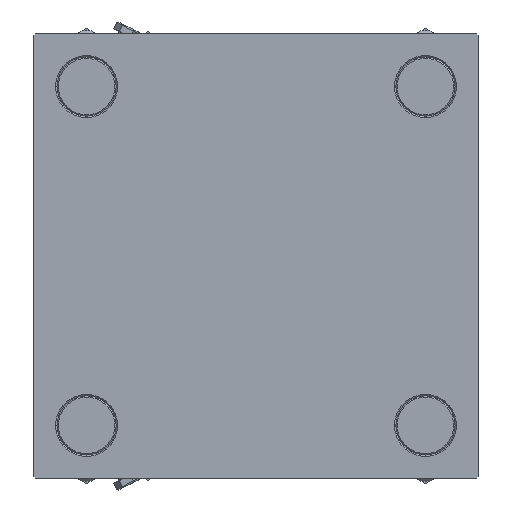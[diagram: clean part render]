
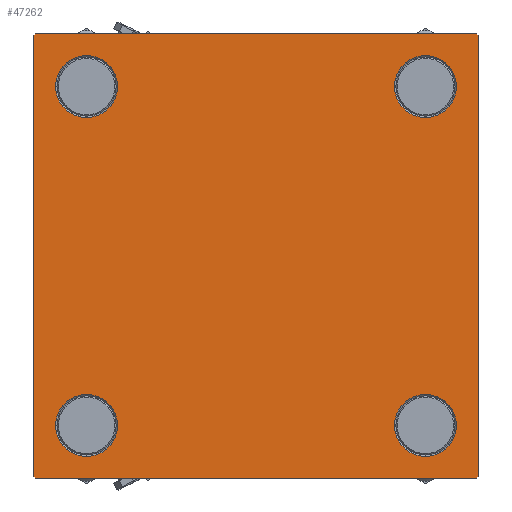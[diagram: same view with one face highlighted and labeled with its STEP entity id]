
A CAD part, left-side view. The second image highlights one B-rep face of the part: STEP entity #47262.
In plain terms, the highlighted planar face has unit normal (-1, 0, 0).
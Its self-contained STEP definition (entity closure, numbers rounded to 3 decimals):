
#707 = VERTEX_POINT ( 'NONE', #7479 ) ;
#798 = VERTEX_POINT ( 'NONE', #33618 ) ;
#922 = CARTESIAN_POINT ( 'NONE',  ( 0., 82.25, -82.25 ) ) ;
#999 = AXIS2_PLACEMENT_3D ( 'NONE', #51361, #34480, #35512 ) ;
#1175 = FACE_BOUND ( 'NONE', #51390, .T. ) ;
#1299 = CARTESIAN_POINT ( 'NONE',  ( 0., 62.95, 62.95 ) ) ;
#1654 = VECTOR ( 'NONE', #39124, 1000. ) ;
#2129 = CIRCLE ( 'NONE', #49449, 11.5 ) ;
#2522 = ORIENTED_EDGE ( 'NONE', *, *, #11713, .T. ) ;
#2605 = VERTEX_POINT ( 'NONE', #8872 ) ;
#2637 = CARTESIAN_POINT ( 'NONE',  ( 0., -62.95, 62.95 ) ) ;
#2741 = VERTEX_POINT ( 'NONE', #35616 ) ;
#3841 = CARTESIAN_POINT ( 'NONE',  ( 0., -82.5, 82.5 ) ) ;
#3894 = EDGE_CURVE ( 'NONE', #48933, #45628, #31716, .T. ) ;
#4656 = EDGE_CURVE ( 'NONE', #45628, #27928, #50019, .T. ) ;
#5070 = CARTESIAN_POINT ( 'NONE',  ( 0., 62.95, -62.95 ) ) ;
#5125 = CARTESIAN_POINT ( 'NONE',  ( 0., -82.25, 82.25 ) ) ;
#5323 = FACE_OUTER_BOUND ( 'NONE', #17578, .T. ) ;
#5418 = CARTESIAN_POINT ( 'NONE',  ( 0., 82., 82.5 ) ) ;
#6438 = CARTESIAN_POINT ( 'NONE',  ( 0., 82., -82.5 ) ) ;
#6442 = CARTESIAN_POINT ( 'NONE',  ( 0., -62.95, 51.45 ) ) ;
#7040 = VERTEX_POINT ( 'NONE', #33265 ) ;
#7479 = CARTESIAN_POINT ( 'NONE',  ( 0., -62.95, 74.45 ) ) ;
#8383 = VERTEX_POINT ( 'NONE', #23304 ) ;
#8498 = EDGE_CURVE ( 'NONE', #707, #24370, #20577, .T. ) ;
#8872 = CARTESIAN_POINT ( 'NONE',  ( 0., -82., 82.5 ) ) ;
#9547 = VECTOR ( 'NONE', #16769, 1000. ) ;
#9644 = DIRECTION ( 'NONE',  ( 0., 0., 1. ) ) ;
#10428 = DIRECTION ( 'NONE',  ( 0., 0., 1. ) ) ;
#10594 = EDGE_CURVE ( 'NONE', #44494, #33226, #44623, .T. ) ;
#11074 = ORIENTED_EDGE ( 'NONE', *, *, #32358, .T. ) ;
#11713 = EDGE_CURVE ( 'NONE', #7040, #2741, #43816, .T. ) ;
#11899 = LINE ( 'NONE', #3841, #20059 ) ;
#12312 = CARTESIAN_POINT ( 'NONE',  ( 0., 82.5, -82. ) ) ;
#12845 = ORIENTED_EDGE ( 'NONE', *, *, #31076, .T. ) ;
#13122 = FACE_BOUND ( 'NONE', #44390, .T. ) ;
#13247 = DIRECTION ( 'NONE',  ( 1., 0., 0. ) ) ;
#14149 = DIRECTION ( 'NONE',  ( 0., 0., 1. ) ) ;
#14152 = VECTOR ( 'NONE', #48292, 1000. ) ;
#15078 = CARTESIAN_POINT ( 'NONE',  ( 0., -82., -82.5 ) ) ;
#15306 = ORIENTED_EDGE ( 'NONE', *, *, #39067, .T. ) ;
#15380 = LINE ( 'NONE', #47088, #26167 ) ;
#15610 = DIRECTION ( 'NONE',  ( 0., -1., 0. ) ) ;
#15646 = ORIENTED_EDGE ( 'NONE', *, *, #16341, .T. ) ;
#15766 = CARTESIAN_POINT ( 'NONE',  ( 0., 62.95, 74.45 ) ) ;
#15789 = ORIENTED_EDGE ( 'NONE', *, *, #4656, .T. ) ;
#16341 = EDGE_CURVE ( 'NONE', #21670, #40755, #42753, .T. ) ;
#16740 = ORIENTED_EDGE ( 'NONE', *, *, #23601, .F. ) ;
#16769 = DIRECTION ( 'NONE',  ( 0., -0.707, -0.707 ) ) ;
#17156 = DIRECTION ( 'NONE',  ( 0., -1., 0. ) ) ;
#17578 = EDGE_LOOP ( 'NONE', ( #15646, #11074, #30801, #15789, #16740, #38305, #49044, #38862 ) ) ;
#17786 = DIRECTION ( 'NONE',  ( -1., 0., 0. ) ) ;
#19340 = EDGE_LOOP ( 'NONE', ( #38077, #35231 ) ) ;
#19381 = ORIENTED_EDGE ( 'NONE', *, *, #21883, .T. ) ;
#19763 = AXIS2_PLACEMENT_3D ( 'NONE', #24914, #48847, #20513 ) ;
#20059 = VECTOR ( 'NONE', #20196, 1000. ) ;
#20196 = DIRECTION ( 'NONE',  ( 0., 0., -1. ) ) ;
#20513 = DIRECTION ( 'NONE',  ( 0., 0., 1. ) ) ;
#20577 = CIRCLE ( 'NONE', #49652, 11.5 ) ;
#21114 = CIRCLE ( 'NONE', #31114, 11.5 ) ;
#21170 = PLANE ( 'NONE',  #38082 ) ;
#21432 = DIRECTION ( 'NONE',  ( 1., 0., 0. ) ) ;
#21577 = LINE ( 'NONE', #40565, #36208 ) ;
#21670 = VERTEX_POINT ( 'NONE', #48796 ) ;
#21739 = VECTOR ( 'NONE', #45852, 1000. ) ;
#21883 = EDGE_CURVE ( 'NONE', #29769, #8383, #35078, .T. ) ;
#22725 = CARTESIAN_POINT ( 'NONE',  ( 0., 82.5, 82.5 ) ) ;
#23304 = CARTESIAN_POINT ( 'NONE',  ( 0., 62.95, -51.45 ) ) ;
#23601 = EDGE_CURVE ( 'NONE', #798, #27928, #11899, .T. ) ;
#24370 = VERTEX_POINT ( 'NONE', #6442 ) ;
#24914 = CARTESIAN_POINT ( 'NONE',  ( 0., -62.95, -62.95 ) ) ;
#25616 = CARTESIAN_POINT ( 'NONE',  ( 0., 62.95, -74.45 ) ) ;
#26167 = VECTOR ( 'NONE', #17156, 1000. ) ;
#26267 = DIRECTION ( 'NONE',  ( 1., 0., 0. ) ) ;
#26415 = ORIENTED_EDGE ( 'NONE', *, *, #8498, .T. ) ;
#26649 = CARTESIAN_POINT ( 'NONE',  ( 0., -82.5, -82. ) ) ;
#27928 = VERTEX_POINT ( 'NONE', #26649 ) ;
#28472 = CARTESIAN_POINT ( 'NONE',  ( 0., -62.95, 62.95 ) ) ;
#28642 = AXIS2_PLACEMENT_3D ( 'NONE', #1299, #13247, #29359 ) ;
#29359 = DIRECTION ( 'NONE',  ( 0., 0., 1. ) ) ;
#29385 = DIRECTION ( 'NONE',  ( 1., 0., 0. ) ) ;
#29769 = VERTEX_POINT ( 'NONE', #25616 ) ;
#30801 = ORIENTED_EDGE ( 'NONE', *, *, #3894, .T. ) ;
#30962 = CARTESIAN_POINT ( 'NONE',  ( 0., -62.95, -62.95 ) ) ;
#31076 = EDGE_CURVE ( 'NONE', #24370, #707, #21114, .T. ) ;
#31114 = AXIS2_PLACEMENT_3D ( 'NONE', #2637, #26267, #10428 ) ;
#31211 = DIRECTION ( 'NONE',  ( 0., 0., 1. ) ) ;
#31360 = DIRECTION ( 'NONE',  ( 0., 0., 1. ) ) ;
#31716 = LINE ( 'NONE', #39512, #50781 ) ;
#31875 = DIRECTION ( 'NONE',  ( 1., 0., 0. ) ) ;
#32358 = EDGE_CURVE ( 'NONE', #40755, #48933, #36523, .T. ) ;
#32661 = EDGE_CURVE ( 'NONE', #33226, #44494, #47747, .T. ) ;
#32733 = EDGE_LOOP ( 'NONE', ( #26415, #12845 ) ) ;
#33142 = DIRECTION ( 'NONE',  ( 0., 0., 1. ) ) ;
#33226 = VERTEX_POINT ( 'NONE', #15766 ) ;
#33265 = CARTESIAN_POINT ( 'NONE',  ( 0., -62.95, -74.45 ) ) ;
#33306 = CARTESIAN_POINT ( 'NONE',  ( 0., 62.95, 62.95 ) ) ;
#33394 = CARTESIAN_POINT ( 'NONE',  ( 0., -82.25, -82.25 ) ) ;
#33618 = CARTESIAN_POINT ( 'NONE',  ( 0., -82.5, 82. ) ) ;
#34480 = DIRECTION ( 'NONE',  ( 1., 0., 0. ) ) ;
#35078 = CIRCLE ( 'NONE', #999, 11.5 ) ;
#35135 = DIRECTION ( 'NONE',  ( 1., 0., 0. ) ) ;
#35231 = ORIENTED_EDGE ( 'NONE', *, *, #10594, .T. ) ;
#35512 = DIRECTION ( 'NONE',  ( 0., 0., 1. ) ) ;
#35616 = CARTESIAN_POINT ( 'NONE',  ( 0., -62.95, -51.45 ) ) ;
#36033 = CARTESIAN_POINT ( 'NONE',  ( 0., 0., 0. ) ) ;
#36208 = VECTOR ( 'NONE', #41080, 1000. ) ;
#36523 = LINE ( 'NONE', #922, #9547 ) ;
#36753 = ORIENTED_EDGE ( 'NONE', *, *, #38349, .T. ) ;
#36789 = FACE_BOUND ( 'NONE', #32733, .T. ) ;
#36973 = AXIS2_PLACEMENT_3D ( 'NONE', #5070, #21432, #33142 ) ;
#37088 = LINE ( 'NONE', #5125, #14152 ) ;
#37280 = EDGE_CURVE ( 'NONE', #48862, #2605, #15380, .T. ) ;
#38077 = ORIENTED_EDGE ( 'NONE', *, *, #32661, .T. ) ;
#38082 = AXIS2_PLACEMENT_3D ( 'NONE', #36033, #17786, #14149 ) ;
#38305 = ORIENTED_EDGE ( 'NONE', *, *, #50881, .T. ) ;
#38349 = EDGE_CURVE ( 'NONE', #2741, #7040, #2129, .T. ) ;
#38862 = ORIENTED_EDGE ( 'NONE', *, *, #40337, .T. ) ;
#39067 = EDGE_CURVE ( 'NONE', #8383, #29769, #44464, .T. ) ;
#39124 = DIRECTION ( 'NONE',  ( 0., 0., -1. ) ) ;
#39512 = CARTESIAN_POINT ( 'NONE',  ( 0., 82.5, -82.5 ) ) ;
#40337 = EDGE_CURVE ( 'NONE', #48862, #21670, #21577, .T. ) ;
#40565 = CARTESIAN_POINT ( 'NONE',  ( 0., 82.25, 82.25 ) ) ;
#40755 = VERTEX_POINT ( 'NONE', #12312 ) ;
#41080 = DIRECTION ( 'NONE',  ( 0., 0.707, -0.707 ) ) ;
#42753 = LINE ( 'NONE', #22725, #1654 ) ;
#43816 = CIRCLE ( 'NONE', #19763, 11.5 ) ;
#44390 = EDGE_LOOP ( 'NONE', ( #15306, #19381 ) ) ;
#44464 = CIRCLE ( 'NONE', #36973, 11.5 ) ;
#44494 = VERTEX_POINT ( 'NONE', #50154 ) ;
#44623 = CIRCLE ( 'NONE', #51282, 11.5 ) ;
#44831 = FACE_BOUND ( 'NONE', #19340, .T. ) ;
#45628 = VERTEX_POINT ( 'NONE', #15078 ) ;
#45852 = DIRECTION ( 'NONE',  ( 0., -0.707, 0.707 ) ) ;
#47088 = CARTESIAN_POINT ( 'NONE',  ( 0., 82.5, 82.5 ) ) ;
#47262 = ADVANCED_FACE ( 'NONE', ( #36789, #1175, #13122, #44831, #5323 ), #21170, .T. ) ;
#47747 = CIRCLE ( 'NONE', #28642, 11.5 ) ;
#48292 = DIRECTION ( 'NONE',  ( 0., 0.707, 0.707 ) ) ;
#48796 = CARTESIAN_POINT ( 'NONE',  ( 0., 82.5, 82. ) ) ;
#48847 = DIRECTION ( 'NONE',  ( 1., 0., 0. ) ) ;
#48862 = VERTEX_POINT ( 'NONE', #5418 ) ;
#48933 = VERTEX_POINT ( 'NONE', #6438 ) ;
#49044 = ORIENTED_EDGE ( 'NONE', *, *, #37280, .F. ) ;
#49449 = AXIS2_PLACEMENT_3D ( 'NONE', #30962, #35135, #31211 ) ;
#49652 = AXIS2_PLACEMENT_3D ( 'NONE', #28472, #31875, #31360 ) ;
#50019 = LINE ( 'NONE', #33394, #21739 ) ;
#50154 = CARTESIAN_POINT ( 'NONE',  ( 0., 62.95, 51.45 ) ) ;
#50781 = VECTOR ( 'NONE', #15610, 1000. ) ;
#50881 = EDGE_CURVE ( 'NONE', #798, #2605, #37088, .T. ) ;
#51282 = AXIS2_PLACEMENT_3D ( 'NONE', #33306, #29385, #9644 ) ;
#51361 = CARTESIAN_POINT ( 'NONE',  ( 0., 62.95, -62.95 ) ) ;
#51390 = EDGE_LOOP ( 'NONE', ( #36753, #2522 ) ) ;
